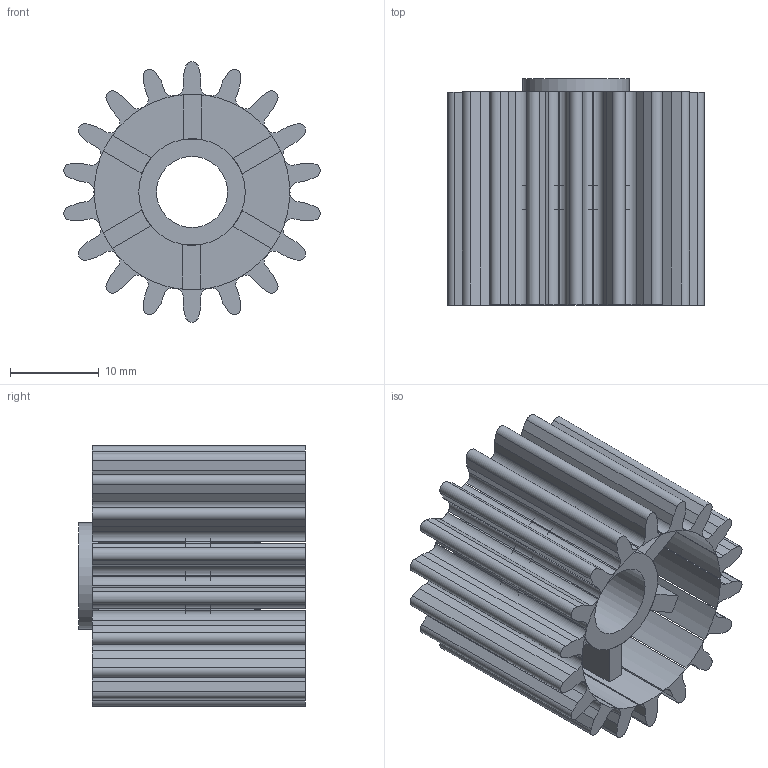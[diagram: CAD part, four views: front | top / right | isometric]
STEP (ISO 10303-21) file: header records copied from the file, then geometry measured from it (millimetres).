
FILE_DESCRIPTION(/* description */ (''),/* implementation_level */ '2;1');
FILE_NAME(/* name */ 'engrenage v1.step',/* time_stamp */ '2023-02-06T16:31:11+01:00',/* author */ (''),/* organization */ (''),/* preprocessor_version */ 'ST-DEVELOPER v19.2',/* originating_system */ 'Autodesk Translation Framework v11.17.0.187',/* authorisation */ '');
FILE_SCHEMA (('AUTOMOTIVE_DESIGN { 1 0 10303 214 3 1 1 }'));
Length unit declared in the file: millimetre
Products named in the file (1): engrenage
Bounding box: 28.89 x 25.5 x 29.31 mm (x, y, z)
Volume: 6073.8 mm3; surface area: 9778.1 mm2
Topology: 26 solids, 26 shells, 248 faces, 588 edges, 392 vertices
Faces by surface type: plane 154, cylinder 94
Full cylindrical faces by diameter (mm): 8 x1, 12 x2, 22.091 x1
Entity records: 7196 total; most frequent: DIRECTION 1274, CARTESIAN_POINT 1229, ORIENTED_EDGE 1176, EDGE_CURVE 588, AXIS2_PLACEMENT_3D 437, LINE 400, VECTOR 400, VERTEX_POINT 392
